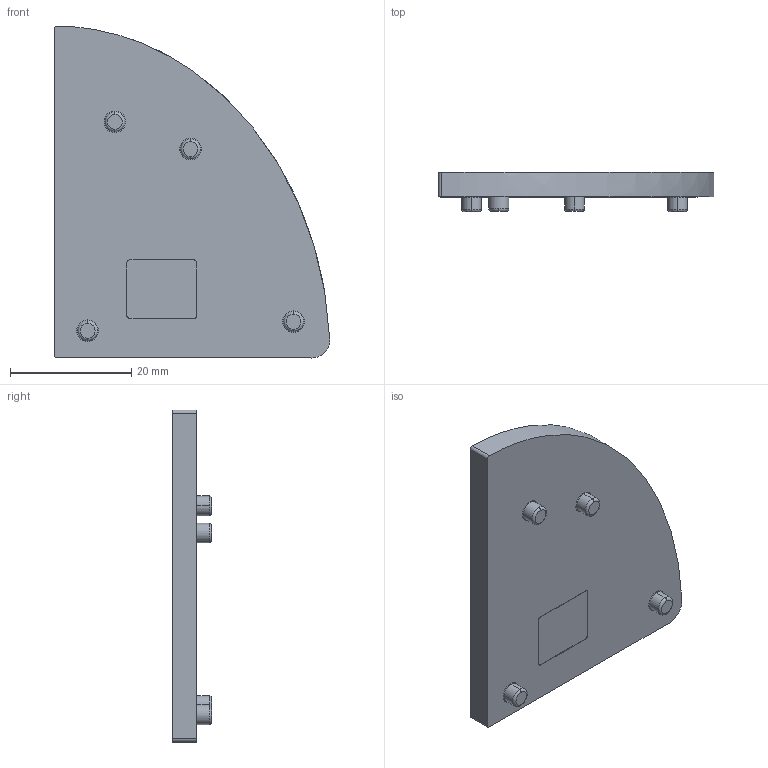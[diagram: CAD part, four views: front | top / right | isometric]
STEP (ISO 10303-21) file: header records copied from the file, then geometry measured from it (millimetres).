
FILE_DESCRIPTION(('Creo Elements/Direct Modeling STEP Export'),'2;1');
FILE_NAME('model.stp','2019-02-26T 0:08:09',(''),(''),'Creo Elements/Direct Modeling STEP processor for AP214 (Solid Model)','Creo Elements/Direct Modeling 20.1A 29-Sep-2018 (C) Parametric Technology GmbH','');
FILE_SCHEMA(('AUTOMOTIVE_DESIGN { 1 0 10303 214 1 1 1 1 }'));
Length unit declared in the file: millimetre
Products named in the file (2): DP-UWV_25_GY
Assembly tree (1 placements, depth 2):
  DP-UWV_25_GY
    DP-UWV_25_GY
Bounding box: 45.48 x 6.45 x 54.82 mm (x, y, z)
Volume: 7811.1 mm3; surface area: 4861.7 mm2
Topology: 1 solids, 1 shells, 67 faces, 165 edges, 110 vertices
Faces by surface type: cylinder 28, plane 22, torus 16, extrusion 1
Entity records: 2475 total; most frequent: CARTESIAN_POINT 363, ORIENTED_EDGE 330, DIRECTION 322, EDGE_CURVE 165, AXIS2_PLACEMENT_3D 131, VERTEX_POINT 110, EDGE_LOOP 77, COLOUR_RGB 68
